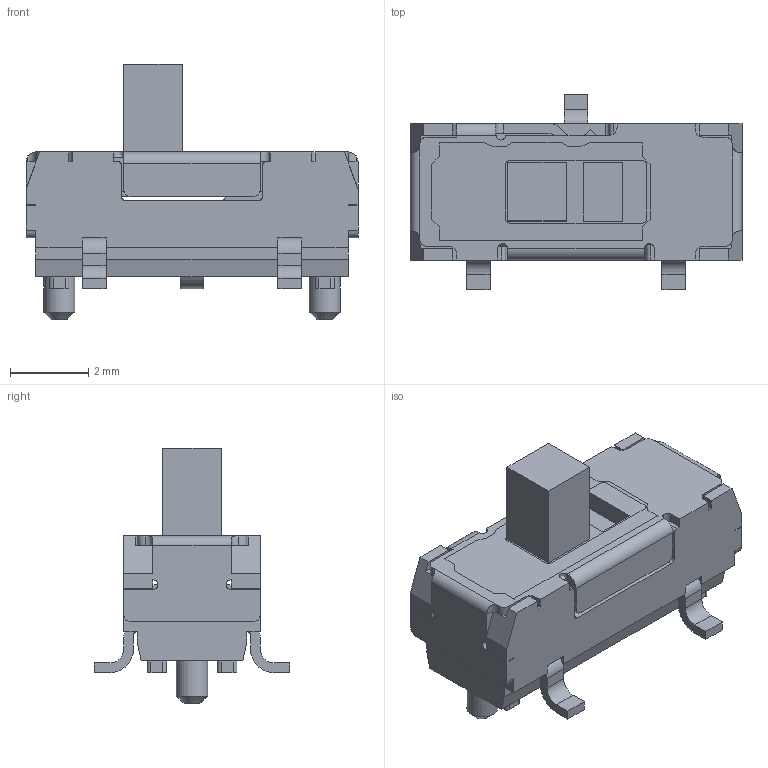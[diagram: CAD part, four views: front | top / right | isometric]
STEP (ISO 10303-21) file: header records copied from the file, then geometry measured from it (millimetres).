
FILE_DESCRIPTION(('FreeCAD Model'),'2;1');
FILE_NAME('Open CASCADE Shape Model','2026-02-22T21:06:56',('Author'),( ''),'Open CASCADE STEP processor 7.8','FreeCAD','Unknown');
FILE_SCHEMA(('AUTOMOTIVE_DESIGN { 1 0 10303 214 1 1 1 1 }'));
Length unit declared in the file: millimetre
Products named in the file (3): CL-SB-12B-01T; 12B-01_c; 2Top setting_s
Assembly tree (2 placements, depth 2):
  CL-SB-12B-01T
    12B-01_c
    2Top setting_s
Bounding box: 8.5 x 5 x 6.55 mm (x, y, z)
Volume: 84.5 mm3; surface area: 272.9 mm2
Topology: 2 solids, 2 shells, 280 faces, 812 edges, 528 vertices
Faces by surface type: plane 199, cylinder 79, cone 2
Full cylindrical faces by diameter (mm): 0.8 x3, 1 x1
Entity records: 10127 total; most frequent: CARTESIAN_POINT 1645, ORIENTED_EDGE 1624, DIRECTION 1541, EDGE_CURVE 812, LINE 629, VECTOR 629, VERTEX_POINT 528, AXIS2_PLACEMENT_3D 456
